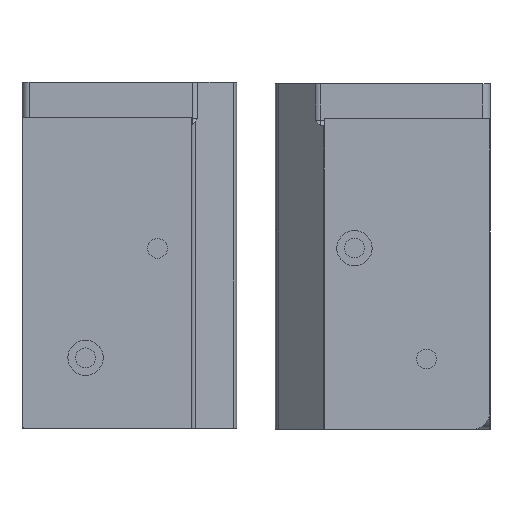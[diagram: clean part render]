
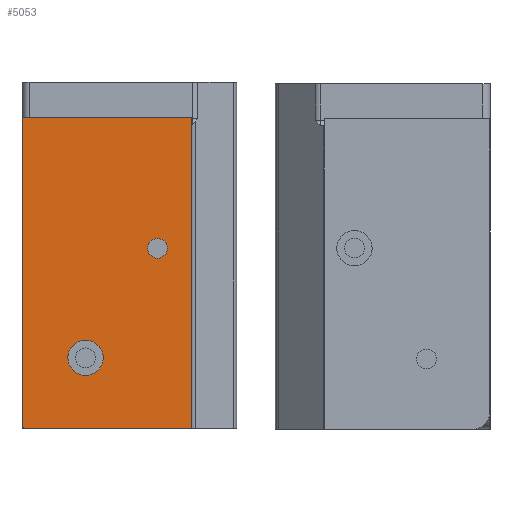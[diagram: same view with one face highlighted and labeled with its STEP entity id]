
A CAD part, left-side view. The second image highlights one B-rep face of the part: STEP entity #5053.
In plain terms, the highlighted planar face has unit normal (-1, 0, 0).
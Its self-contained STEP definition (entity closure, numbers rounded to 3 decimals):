
#241=FACE_BOUND('',#953,.T.);
#242=FACE_BOUND('',#954,.T.);
#370=PLANE('',#5426);
#635=FACE_OUTER_BOUND('',#952,.T.);
#952=EDGE_LOOP('',(#4605,#4606,#4607,#4608,#4609));
#953=EDGE_LOOP('',(#4610));
#954=EDGE_LOOP('',(#4611));
#1253=LINE('',#8516,#1743);
#1281=LINE('',#8724,#1771);
#1306=LINE('',#8806,#1796);
#1409=LINE('',#9423,#1899);
#1743=VECTOR('',#6098,10.);
#1771=VECTOR('',#6150,10.);
#1796=VECTOR('',#6225,10.);
#1899=VECTOR('',#6446,10.);
#2061=CIRCLE('',#5343,0.5);
#2087=CIRCLE('',#5419,1.4);
#2090=CIRCLE('',#5427,2.5);
#2353=VERTEX_POINT('',#8513);
#2354=VERTEX_POINT('',#8515);
#2407=VERTEX_POINT('',#8714);
#2411=VERTEX_POINT('',#8722);
#2443=VERTEX_POINT('',#8805);
#2546=VERTEX_POINT('',#9510);
#2549=VERTEX_POINT('',#9526);
#2965=EDGE_CURVE('',#2354,#2353,#1253,.F.);
#3024=EDGE_CURVE('',#2407,#2411,#1281,.T.);
#3066=EDGE_CURVE('',#2443,#2407,#1306,.F.);
#3100=EDGE_CURVE('',#2443,#2353,#2061,.T.);
#3215=EDGE_CURVE('',#2354,#2411,#1409,.F.);
#3241=EDGE_CURVE('',#2546,#2546,#2087,.T.);
#3248=EDGE_CURVE('',#2549,#2549,#2090,.F.);
#4605=ORIENTED_EDGE('',*,*,#3100,.F.);
#4606=ORIENTED_EDGE('',*,*,#3066,.T.);
#4607=ORIENTED_EDGE('',*,*,#3024,.T.);
#4608=ORIENTED_EDGE('',*,*,#3215,.F.);
#4609=ORIENTED_EDGE('',*,*,#2965,.T.);
#4610=ORIENTED_EDGE('',*,*,#3248,.T.);
#4611=ORIENTED_EDGE('',*,*,#3241,.F.);
#5053=ADVANCED_FACE('',(#635,#241,#242),#370,.F.);
#5343=AXIS2_PLACEMENT_3D('',#8872,#6272,#6273);
#5419=AXIS2_PLACEMENT_3D('',#9512,#6511,#6512);
#5426=AXIS2_PLACEMENT_3D('',#9525,#6529,#6530);
#5427=AXIS2_PLACEMENT_3D('',#9527,#6531,#6532);
#6098=DIRECTION('',(0.,0.,1.));
#6150=DIRECTION('',(0.,0.,1.));
#6225=DIRECTION('',(0.,1.,0.));
#6272=DIRECTION('center_axis',(1.,0.,0.));
#6273=DIRECTION('ref_axis',(0.,0.707,-0.707));
#6446=DIRECTION('',(0.,1.,0.));
#6511=DIRECTION('center_axis',(-1.,0.,0.));
#6512=DIRECTION('ref_axis',(0.,0.,1.));
#6529=DIRECTION('center_axis',(1.,0.,0.));
#6530=DIRECTION('ref_axis',(0.,0.,-1.));
#6531=DIRECTION('center_axis',(-1.,0.,0.));
#6532=DIRECTION('ref_axis',(0.,0.,1.));
#8513=CARTESIAN_POINT('',(0.,65.4,-1.25));
#8515=CARTESIAN_POINT('',(0.,65.4,42.25));
#8516=CARTESIAN_POINT('',(0.,65.4,47.25));
#8714=CARTESIAN_POINT('',(0.,41.4,-1.75));
#8722=CARTESIAN_POINT('',(0.,41.4,42.25));
#8724=CARTESIAN_POINT('',(0.,41.4,34.));
#8805=CARTESIAN_POINT('',(0.,64.9,-1.75));
#8806=CARTESIAN_POINT('',(0.,64.4,-1.75));
#8872=CARTESIAN_POINT('Origin',(0.,64.9,-1.25));
#9423=CARTESIAN_POINT('',(0.,58.882,42.25));
#9510=CARTESIAN_POINT('',(0.,46.2,22.35));
#9512=CARTESIAN_POINT('Origin',(0.,46.2,23.75));
#9525=CARTESIAN_POINT('Origin',(0.,64.4,47.25));
#9526=CARTESIAN_POINT('',(0.,56.4,5.75));
#9527=CARTESIAN_POINT('Origin',(0.,56.4,8.25));
